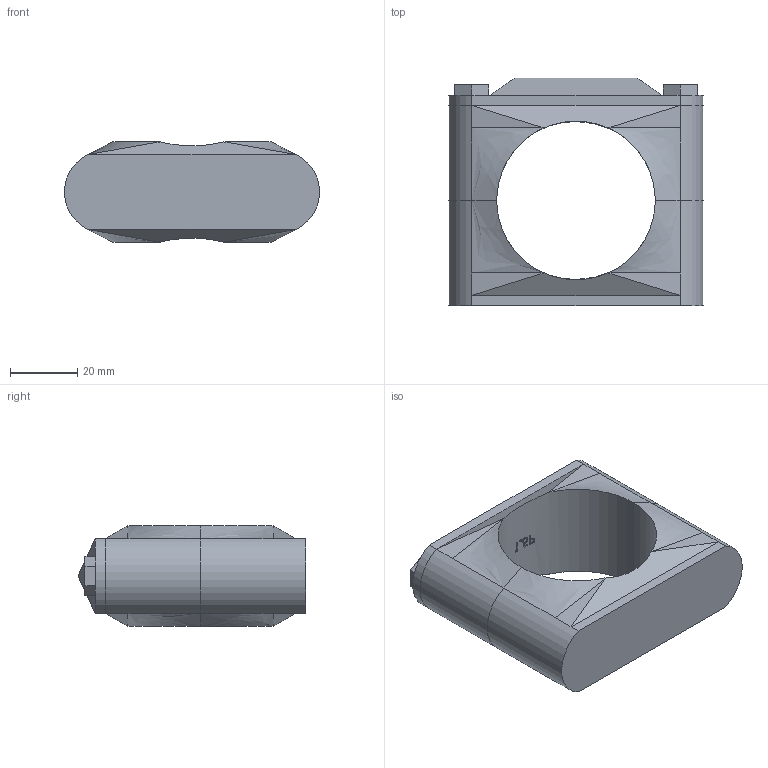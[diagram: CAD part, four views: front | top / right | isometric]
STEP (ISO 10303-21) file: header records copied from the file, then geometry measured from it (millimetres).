
FILE_DESCRIPTION (( 'STEP AP214' ), '1' );
FILE_NAME ('CSDW1.5PTXXXSA.STEP', '2019-04-16T17:26:53', ( '' ), ( '' ), 'SwSTEP 2.0', 'SolidWorks 2017', '' );
FILE_SCHEMA (( 'AUTOMOTIVE_DESIGN' ));
Length unit declared in the file: millimetre
Products named in the file (1): CSDW1.5PTXXXSA
Bounding box: 75.85 x 67.77 x 29.85 mm (x, y, z)
Surface area: 19238.1 mm2 (no closed solid volume)
Topology: 0 solids, 3 shells, 134 faces, 382 edges, 256 vertices
Faces by surface type: plane 67, bspline 49, cylinder 18
Entity records: 10728 total; most frequent: CARTESIAN_POINT 6217, ORIENTED_EDGE 716, DIRECTION 427, EDGE_CURVE 382, VERTEX_POINT 256, B_SPLINE_CURVE_WITH_KNOTS 181, EDGE_LOOP 149, AXIS2_PLACEMENT_3D 144
